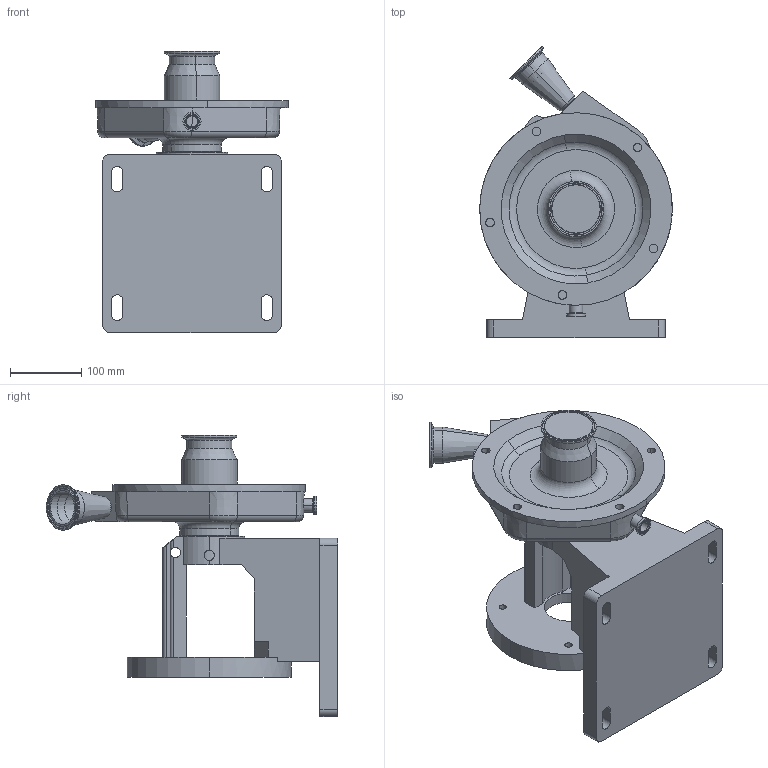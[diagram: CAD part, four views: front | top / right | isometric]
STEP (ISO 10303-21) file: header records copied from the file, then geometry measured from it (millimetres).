
FILE_DESCRIPTION (( 'STEP AP214' ), '1' );
FILE_NAME ('FP 740 180TC 45L 3-4 In STRAIGHT DRAIN.STEP', '2010-02-24T20:38:39', ( ' ' ), ( '' ), 'SwSTEP 2.0', 'SolidWorks 2010', '' );
FILE_SCHEMA (( 'AUTOMOTIVE_DESIGN' ));
Length unit declared in the file: millimetre
Products named in the file (2): FP 740 180TC 45L 3-4 In STRAIGHT DRAIN^1275000109; FP 740 180TC 45L 3-4 In STRAIGHT DRAIN
Assembly tree (1 placements, depth 2):
  FP 740 180TC 45L 3-4 In STRAIGHT DRAIN
    FP 740 180TC 45L 3-4 In STRAIGHT DRAIN^1275000109
Bounding box: 269.96 x 408.36 x 394 mm (x, y, z)
Volume: 7587482.9 mm3; surface area: 662166.1 mm2
Topology: 1 solids, 2 shells, 273 faces, 695 edges, 434 vertices
Faces by surface type: cylinder 109, plane 82, cone 42, torus 38, bspline 1, sphere 1
Entity records: 8945 total; most frequent: CARTESIAN_POINT 2009, DIRECTION 1560, ORIENTED_EDGE 1390, EDGE_CURVE 695, AXIS2_PLACEMENT_3D 618, VERTEX_POINT 434, CIRCLE 342, VECTOR 324
